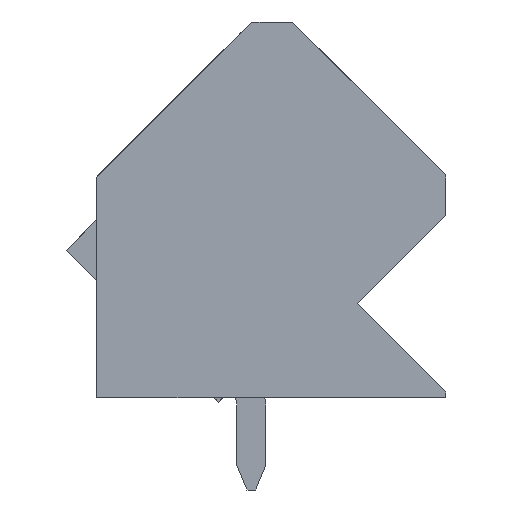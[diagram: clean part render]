
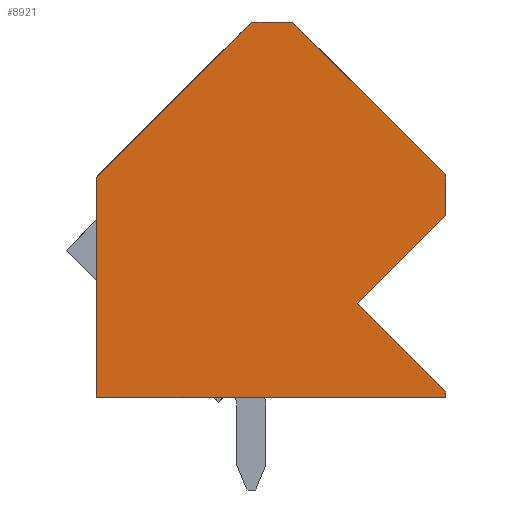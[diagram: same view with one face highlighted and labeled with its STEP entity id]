
A CAD part, left-side view. The second image highlights one B-rep face of the part: STEP entity #8921.
In plain terms, the highlighted planar face has unit normal (-1, 0, 0).
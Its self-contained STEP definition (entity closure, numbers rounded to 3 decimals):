
#8884=AXIS2_PLACEMENT_3D('Plane Axis2P3D',#8881,#8882,#8883) ;
#8730=CARTESIAN_POINT('Vertex',(0.,6.718,16.228)) ;
#8733=CARTESIAN_POINT('Line Origine',(0.,6.01,16.228)) ;
#8737=CARTESIAN_POINT('Vertex',(0.,5.303,16.228)) ;
#8773=CARTESIAN_POINT('Vertex',(0.,0.001,3.4)) ;
#8776=CARTESIAN_POINT('Line Origine',(0.,0.,3.3)) ;
#8780=CARTESIAN_POINT('Vertex',(0.,0.,3.2)) ;
#8806=CARTESIAN_POINT('Vertex',(0.,3.055,6.455)) ;
#8809=CARTESIAN_POINT('Line Origine',(0.,1.528,4.927)) ;
#8832=CARTESIAN_POINT('Vertex',(0.,0.,9.51)) ;
#8835=CARTESIAN_POINT('Line Origine',(0.,1.528,7.983)) ;
#8865=CARTESIAN_POINT('Vertex',(0.,0.,10.924)) ;
#8868=CARTESIAN_POINT('Line Origine',(0.,0.,10.217)) ;
#8881=CARTESIAN_POINT('Axis2P3D Location',(0.,0.,0.)) ;
#8886=CARTESIAN_POINT('Line Origine',(0.,9.405,13.54)) ;
#8890=CARTESIAN_POINT('Vertex',(0.,12.092,10.853)) ;
#8893=CARTESIAN_POINT('Line Origine',(0.,12.093,7.027)) ;
#8897=CARTESIAN_POINT('Vertex',(0.,12.093,3.2)) ;
#8900=CARTESIAN_POINT('Line Origine',(0.,6.046,3.2)) ;
#8905=CARTESIAN_POINT('Line Origine',(0.,2.652,13.576)) ;
#8734=DIRECTION('Vector Direction',(0.,-1.,0.)) ;
#8777=DIRECTION('Vector Direction',(0.,-0.004,-1.)) ;
#8810=DIRECTION('Vector Direction',(0.,-0.707,-0.707)) ;
#8836=DIRECTION('Vector Direction',(0.,0.707,-0.707)) ;
#8869=DIRECTION('Vector Direction',(0.,0.,-1.)) ;
#8882=DIRECTION('Axis2P3D Direction',(-1.,0.,0.)) ;
#8883=DIRECTION('Axis2P3D XDirection',(0.,0.,1.)) ;
#8887=DIRECTION('Vector Direction',(0.,-0.707,0.707)) ;
#8894=DIRECTION('Vector Direction',(0.,0.,1.)) ;
#8901=DIRECTION('Vector Direction',(0.,1.,0.)) ;
#8906=DIRECTION('Vector Direction',(0.,-0.707,-0.707)) ;
#8735=VECTOR('Line Direction',#8734,1.) ;
#8778=VECTOR('Line Direction',#8777,1.) ;
#8811=VECTOR('Line Direction',#8810,1.) ;
#8837=VECTOR('Line Direction',#8836,1.) ;
#8870=VECTOR('Line Direction',#8869,1.) ;
#8888=VECTOR('Line Direction',#8887,1.) ;
#8895=VECTOR('Line Direction',#8894,1.) ;
#8902=VECTOR('Line Direction',#8901,1.) ;
#8907=VECTOR('Line Direction',#8906,1.) ;
#8911=ORIENTED_EDGE('',*,*,#8739,.T.) ;
#8912=ORIENTED_EDGE('',*,*,#8892,.T.) ;
#8913=ORIENTED_EDGE('',*,*,#8899,.T.) ;
#8914=ORIENTED_EDGE('',*,*,#8904,.T.) ;
#8915=ORIENTED_EDGE('',*,*,#8782,.T.) ;
#8916=ORIENTED_EDGE('',*,*,#8813,.T.) ;
#8917=ORIENTED_EDGE('',*,*,#8839,.T.) ;
#8918=ORIENTED_EDGE('',*,*,#8872,.T.) ;
#8919=ORIENTED_EDGE('',*,*,#8909,.T.) ;
#8921=ADVANCED_FACE('HOUSING',(#8920),#8885,.T.) ;
#8739=EDGE_CURVE('',#8738,#8731,#8736,.F.) ;
#8782=EDGE_CURVE('',#8781,#8774,#8779,.F.) ;
#8813=EDGE_CURVE('',#8774,#8807,#8812,.F.) ;
#8839=EDGE_CURVE('',#8807,#8833,#8838,.F.) ;
#8872=EDGE_CURVE('',#8833,#8866,#8871,.F.) ;
#8892=EDGE_CURVE('',#8731,#8891,#8889,.F.) ;
#8899=EDGE_CURVE('',#8891,#8898,#8896,.F.) ;
#8904=EDGE_CURVE('',#8898,#8781,#8903,.F.) ;
#8909=EDGE_CURVE('',#8866,#8738,#8908,.F.) ;
#8910=EDGE_LOOP('',(#8911,#8912,#8913,#8914,#8915,#8916,#8917,#8918,#8919)) ;
#8920=FACE_OUTER_BOUND('',#8910,.T.) ;
#8736=LINE('Line',#8733,#8735) ;
#8779=LINE('Line',#8776,#8778) ;
#8812=LINE('Line',#8809,#8811) ;
#8838=LINE('Line',#8835,#8837) ;
#8871=LINE('Line',#8868,#8870) ;
#8889=LINE('Line',#8886,#8888) ;
#8896=LINE('Line',#8893,#8895) ;
#8903=LINE('Line',#8900,#8902) ;
#8908=LINE('Line',#8905,#8907) ;
#8885=PLANE('',#8884) ;
#8731=VERTEX_POINT('',#8730) ;
#8738=VERTEX_POINT('',#8737) ;
#8774=VERTEX_POINT('',#8773) ;
#8781=VERTEX_POINT('',#8780) ;
#8807=VERTEX_POINT('',#8806) ;
#8833=VERTEX_POINT('',#8832) ;
#8866=VERTEX_POINT('',#8865) ;
#8891=VERTEX_POINT('',#8890) ;
#8898=VERTEX_POINT('',#8897) ;
